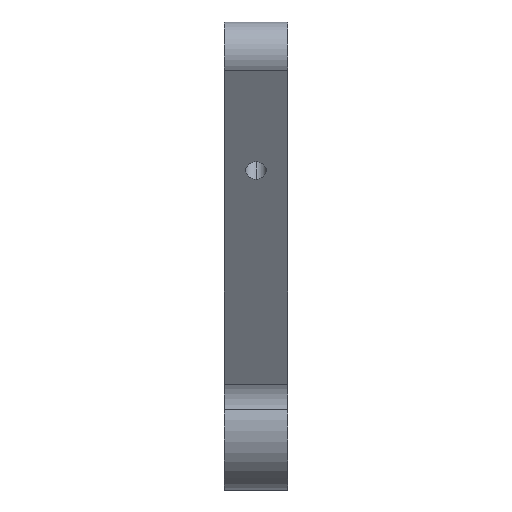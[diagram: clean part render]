
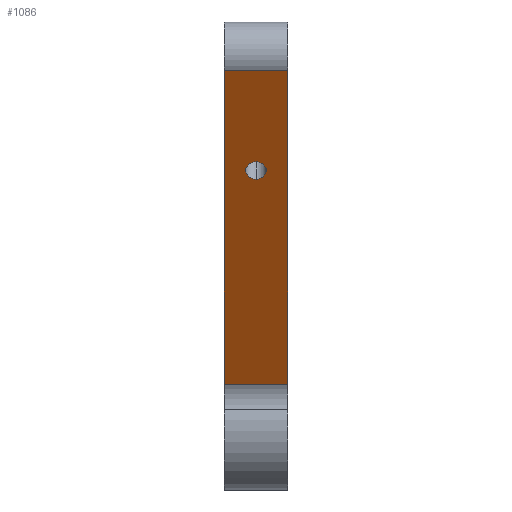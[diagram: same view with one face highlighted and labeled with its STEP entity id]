
A CAD part, top view. The second image highlights one B-rep face of the part: STEP entity #1086.
In plain terms, the highlighted planar face has unit normal (0, -0.537, 0.844).
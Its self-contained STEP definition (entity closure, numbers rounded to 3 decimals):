
#16 = CARTESIAN_POINT ( 'NONE',  ( 5., 19.732, 61.915 ) ) ;
#46 = DIRECTION ( 'NONE',  ( 0., -0.844, -0.537 ) ) ;
#154 = EDGE_LOOP ( 'NONE', ( #662, #585 ) ) ;
#162 = PLANE ( 'NONE',  #774 ) ;
#393 = DIRECTION ( 'NONE',  ( 0., 0.844, 0.537 ) ) ;
#422 = FACE_BOUND ( 'NONE', #154, .T. ) ;
#488 = VERTEX_POINT ( 'NONE', #2996 ) ;
#520 = CIRCLE ( 'NONE', #2748, 1.621 ) ;
#585 = ORIENTED_EDGE ( 'NONE', *, *, #2696, .T. ) ;
#598 = ORIENTED_EDGE ( 'NONE', *, *, #2756, .T. ) ;
#662 = ORIENTED_EDGE ( 'NONE', *, *, #922, .T. ) ;
#673 = CARTESIAN_POINT ( 'NONE',  ( 0., -32.012, 28.973 ) ) ;
#712 = CARTESIAN_POINT ( 'NONE',  ( 5., 19.732, 61.915 ) ) ;
#728 = LINE ( 'NONE', #712, #2337 ) ;
#731 = VERTEX_POINT ( 'NONE', #2267 ) ;
#774 = AXIS2_PLACEMENT_3D ( 'NONE', #673, #1467, #393 ) ;
#816 = VERTEX_POINT ( 'NONE', #1327 ) ;
#836 = CARTESIAN_POINT ( 'NONE',  ( -5., -29.886, 30.326 ) ) ;
#848 = CIRCLE ( 'NONE', #2045, 1.621 ) ;
#922 = EDGE_CURVE ( 'NONE', #3260, #731, #520, .T. ) ;
#958 = CARTESIAN_POINT ( 'NONE',  ( 0., 3.914, 51.845 ) ) ;
#997 = ORIENTED_EDGE ( 'NONE', *, *, #1754, .F. ) ;
#1002 = EDGE_LOOP ( 'NONE', ( #598, #1642, #2188, #997 ) ) ;
#1086 = ADVANCED_FACE ( 'NONE', ( #422, #1451 ), #162, .F. ) ;
#1091 = EDGE_CURVE ( 'NONE', #488, #2992, #1167, .T. ) ;
#1167 = LINE ( 'NONE', #2753, #3071 ) ;
#1294 = VERTEX_POINT ( 'NONE', #16 ) ;
#1327 = CARTESIAN_POINT ( 'NONE',  ( -5., 19.732, 61.915 ) ) ;
#1330 = DIRECTION ( 'NONE',  ( 1., 0., 0. ) ) ;
#1451 = FACE_OUTER_BOUND ( 'NONE', #1002, .T. ) ;
#1467 = DIRECTION ( 'NONE',  ( 0., 0.537, -0.844 ) ) ;
#1481 = CARTESIAN_POINT ( 'NONE',  ( 0., 2.547, 50.975 ) ) ;
#1603 = CARTESIAN_POINT ( 'NONE',  ( 0., 19.732, 61.915 ) ) ;
#1640 = CARTESIAN_POINT ( 'NONE',  ( 0., 3.914, 51.845 ) ) ;
#1642 = ORIENTED_EDGE ( 'NONE', *, *, #1091, .F. ) ;
#1749 = DIRECTION ( 'NONE',  ( 0., -0.844, -0.537 ) ) ;
#1754 = EDGE_CURVE ( 'NONE', #816, #1294, #2869, .T. ) ;
#1939 = VECTOR ( 'NONE', #2478, 1000. ) ;
#1950 = EDGE_CURVE ( 'NONE', #1294, #488, #728, .T. ) ;
#2045 = AXIS2_PLACEMENT_3D ( 'NONE', #958, #3006, #2703 ) ;
#2123 = VECTOR ( 'NONE', #1330, 1000. ) ;
#2188 = ORIENTED_EDGE ( 'NONE', *, *, #1950, .F. ) ;
#2267 = CARTESIAN_POINT ( 'NONE',  ( 0., 5.282, 52.716 ) ) ;
#2337 = VECTOR ( 'NONE', #1749, 1000. ) ;
#2478 = DIRECTION ( 'NONE',  ( 0., -0.844, -0.537 ) ) ;
#2493 = DIRECTION ( 'NONE',  ( -1., 0., 0. ) ) ;
#2652 = DIRECTION ( 'NONE',  ( 0., 0.537, -0.844 ) ) ;
#2696 = EDGE_CURVE ( 'NONE', #731, #3260, #848, .T. ) ;
#2703 = DIRECTION ( 'NONE',  ( 0., -0.844, -0.537 ) ) ;
#2735 = CARTESIAN_POINT ( 'NONE',  ( -5., 19.732, 61.915 ) ) ;
#2748 = AXIS2_PLACEMENT_3D ( 'NONE', #1640, #2652, #46 ) ;
#2753 = CARTESIAN_POINT ( 'NONE',  ( 0., -29.886, 30.326 ) ) ;
#2756 = EDGE_CURVE ( 'NONE', #816, #2992, #3287, .T. ) ;
#2869 = LINE ( 'NONE', #1603, #2123 ) ;
#2992 = VERTEX_POINT ( 'NONE', #836 ) ;
#2996 = CARTESIAN_POINT ( 'NONE',  ( 5., -29.886, 30.326 ) ) ;
#3006 = DIRECTION ( 'NONE',  ( 0., 0.537, -0.844 ) ) ;
#3071 = VECTOR ( 'NONE', #2493, 1000. ) ;
#3260 = VERTEX_POINT ( 'NONE', #1481 ) ;
#3287 = LINE ( 'NONE', #2735, #1939 ) ;
